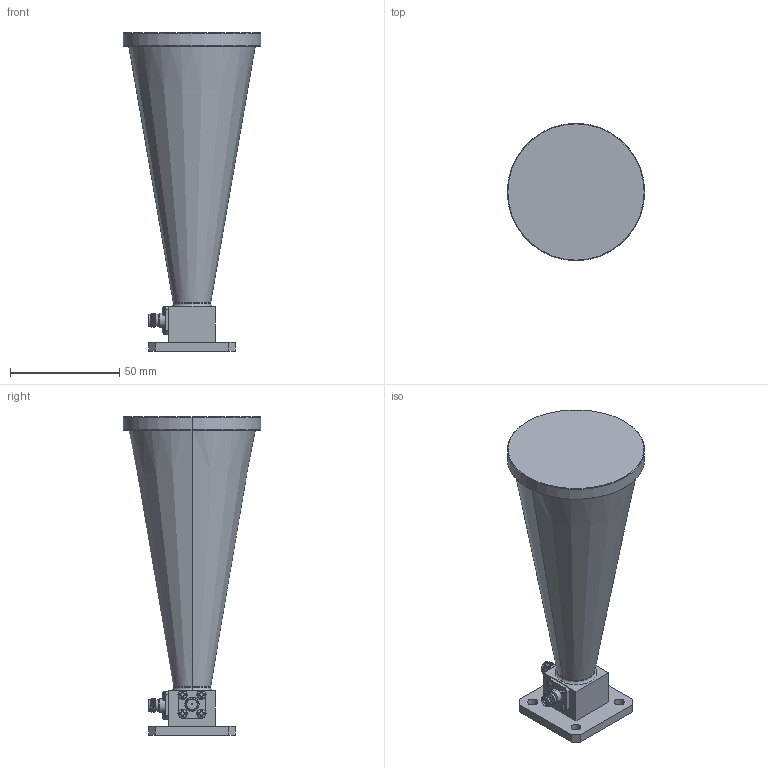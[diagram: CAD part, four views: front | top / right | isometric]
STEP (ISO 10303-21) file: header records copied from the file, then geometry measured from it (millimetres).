
FILE_DESCRIPTION (( 'STEP AP203' ), '1' );
FILE_NAME ('SAC-1834031621-KF-S5-DP.STEP', '2018-07-11T22:33:11', ( '' ), ( '' ), 'SwSTEP 2.0', 'SolidWorks 2016', '' );
FILE_SCHEMA (( 'CONFIG_CONTROL_DESIGN' ));
Length unit declared in the file: inch
Products named in the file (1): SAC-1834031621-KF-S5-DP
Bounding box: 62.99 x 62.99 x 146.05 mm (x, y, z)
Volume: 177560 mm3; surface area: 25957.4 mm2
Topology: 11 solids, 11 shells, 973 faces, 2730 edges, 1800 vertices
Faces by surface type: cylinder 602, plane 201, cone 86, torus 40, bspline 28, sphere 16
Entity records: 41139 total; most frequent: CARTESIAN_POINT 18890, ORIENTED_EDGE 5460, DIRECTION 3976, EDGE_CURVE 2730, VERTEX_POINT 1800, AXIS2_PLACEMENT_3D 1514, EDGE_LOOP 1018, ADVANCED_FACE 973
